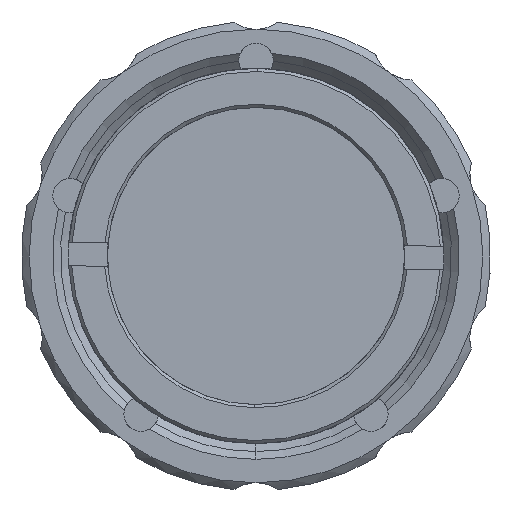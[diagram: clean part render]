
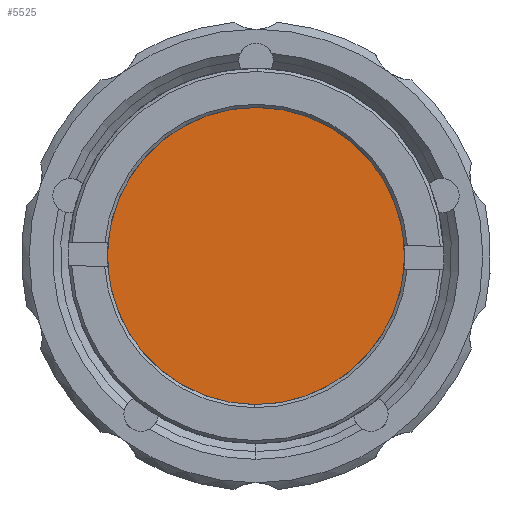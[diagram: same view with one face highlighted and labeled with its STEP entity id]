
A CAD part, front view. The second image highlights one B-rep face of the part: STEP entity #5525.
In plain terms, the highlighted planar face has unit normal (0, -1, 0).
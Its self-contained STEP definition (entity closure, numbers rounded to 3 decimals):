
#31 = CARTESIAN_POINT ( 'NONE',  ( 0.099, -60.652, 9.699 ) ) ;
#642 = FACE_OUTER_BOUND ( 'NONE', #9598, .T. ) ;
#1201 = DIRECTION ( 'NONE',  ( 0.01, 0., 1. ) ) ;
#1223 = CIRCLE ( 'NONE', #4902, 9.7 ) ;
#1898 = DIRECTION ( 'NONE',  ( 0., -1., 0. ) ) ;
#2370 = AXIS2_PLACEMENT_3D ( 'NONE', #5253, #9076, #8325 ) ;
#2555 = EDGE_CURVE ( 'NONE', #4044, #9030, #1223, .T. ) ;
#3457 = CARTESIAN_POINT ( 'NONE',  ( 0., -60.652, 0. ) ) ;
#3706 = PLANE ( 'NONE',  #2370 ) ;
#3970 = AXIS2_PLACEMENT_3D ( 'NONE', #3457, #1898, #1201 ) ;
#4044 = VERTEX_POINT ( 'NONE', #9342 ) ;
#4449 = CIRCLE ( 'NONE', #3970, 9.7 ) ;
#4899 = DIRECTION ( 'NONE',  ( 0.01, 0., 1. ) ) ;
#4902 = AXIS2_PLACEMENT_3D ( 'NONE', #4954, #5759, #4899 ) ;
#4954 = CARTESIAN_POINT ( 'NONE',  ( 0., -60.652, 0. ) ) ;
#5253 = CARTESIAN_POINT ( 'NONE',  ( 0., -60.652, 0. ) ) ;
#5269 = ORIENTED_EDGE ( 'NONE', *, *, #5382, .T. ) ;
#5382 = EDGE_CURVE ( 'NONE', #9030, #4044, #4449, .T. ) ;
#5525 = ADVANCED_FACE ( 'NONE', ( #642 ), #3706, .F. ) ;
#5759 = DIRECTION ( 'NONE',  ( 0., -1., 0. ) ) ;
#8325 = DIRECTION ( 'NONE',  ( -0.617, 0., 0.787 ) ) ;
#8454 = ORIENTED_EDGE ( 'NONE', *, *, #2555, .T. ) ;
#9030 = VERTEX_POINT ( 'NONE', #31 ) ;
#9076 = DIRECTION ( 'NONE',  ( 0., 1., 0. ) ) ;
#9342 = CARTESIAN_POINT ( 'NONE',  ( -0.099, -60.652, -9.699 ) ) ;
#9598 = EDGE_LOOP ( 'NONE', ( #5269, #8454 ) ) ;
